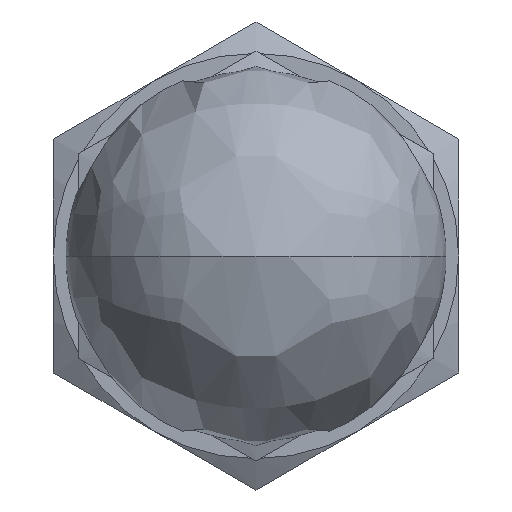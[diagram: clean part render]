
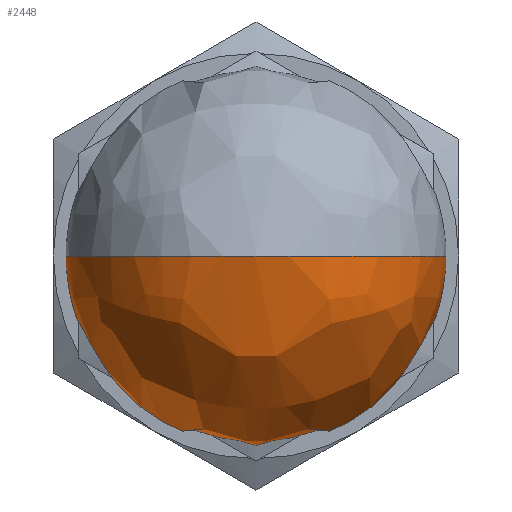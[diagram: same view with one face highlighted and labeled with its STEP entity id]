
A CAD part, front view. The second image highlights one B-rep face of the part: STEP entity #2448.
In plain terms, the highlighted free-form (B-spline) face has degree [3, 3] with [4, 4] control points.
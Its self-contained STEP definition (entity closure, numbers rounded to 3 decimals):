
#42 = CARTESIAN_POINT ( 'NONE',  ( -7.5, -14.5, 0. ) ) ;
#178 = CARTESIAN_POINT ( 'NONE',  ( 0., -10., 0. ) ) ;
#225 = EDGE_CURVE ( 'NONE', #2588, #2111, #1612, .T. ) ;
#246 = AXIS2_PLACEMENT_3D ( 'NONE', #397, #1747, #2408 ) ;
#260 = CARTESIAN_POINT ( 'NONE',  ( -7.5, 0.5, -30. ) ) ;
#312 = CARTESIAN_POINT ( 'NONE',  ( 7.5, -14.5, 0. ) ) ;
#313 = AXIS2_PLACEMENT_3D ( 'NONE', #178, #382, #361 ) ;
#361 = DIRECTION ( 'NONE',  ( -1., 0., 0. ) ) ;
#372 = EDGE_LOOP ( 'NONE', ( #1725, #1762, #422, #2419 ) ) ;
#382 = DIRECTION ( 'NONE',  ( 0., 1., 0. ) ) ;
#397 = CARTESIAN_POINT ( 'NONE',  ( 0., -14.5, 0. ) ) ;
#407 = VERTEX_POINT ( 'NONE', #910 ) ;
#416 = DIRECTION ( 'NONE',  ( 0., 0., -1. ) ) ;
#422 = ORIENTED_EDGE ( 'NONE', *, *, #2272, .F. ) ;
#443 = CIRCLE ( 'NONE', #2728, 7.5 ) ;
#486 = CARTESIAN_POINT ( 'NONE',  ( -7.5, -14.5, 0. ) ) ;
#551 = CARTESIAN_POINT ( 'NONE',  ( 6., -10., 0. ) ) ;
#634 = FACE_OUTER_BOUND ( 'NONE', #372, .T. ) ;
#646 = CIRCLE ( 'NONE', #246, 7.5 ) ;
#674 = CARTESIAN_POINT ( 'NONE',  ( -7.5, -29.5, -30. ) ) ;
#686 = CARTESIAN_POINT ( 'NONE',  ( -7.5, -14.5, 0. ) ) ;
#699 = CARTESIAN_POINT ( 'NONE',  ( 7.5, -14.5, 0. ) ) ;
#835 = EDGE_CURVE ( 'NONE', #1253, #407, #646, .T. ) ;
#898 = DIRECTION ( 'NONE',  ( -1., 0., 0. ) ) ;
#903 = CARTESIAN_POINT ( 'NONE',  ( 7.5, -14.5, 0. ) ) ;
#910 = CARTESIAN_POINT ( 'NONE',  ( -6., -10., 0. ) ) ;
#929 = CARTESIAN_POINT ( 'NONE',  ( 7.5, -14.5, 0. ) ) ;
#1105 = CARTESIAN_POINT ( 'NONE',  ( 0., -14.5, 0. ) ) ;
#1118 = CARTESIAN_POINT ( 'NONE',  ( -7.5, -14.5, 0. ) ) ;
#1135 = CARTESIAN_POINT ( 'NONE',  ( -7.5, 0.5, 0. ) ) ;
#1253 = VERTEX_POINT ( 'NONE', #486 ) ;
#1342 = CARTESIAN_POINT ( 'NONE',  ( 7.5, 0.5, 0. ) ) ;
#1349 = CARTESIAN_POINT ( 'NONE',  ( -7.5, -29.5, 0. ) ) ;
#1429 = DIRECTION ( 'NONE',  ( -1., 0., 0. ) ) ;
#1431 = CIRCLE ( 'NONE', #313, 6. ) ;
#1612 = CIRCLE ( 'NONE', #2189, 7.5 ) ;
#1664 = EDGE_CURVE ( 'NONE', #1253, #2111, #443, .T. ) ;
#1725 = ORIENTED_EDGE ( 'NONE', *, *, #1664, .F. ) ;
#1747 = DIRECTION ( 'NONE',  ( 0., 0., -1. ) ) ;
#1762 = ORIENTED_EDGE ( 'NONE', *, *, #835, .T. ) ;
#1811 = CARTESIAN_POINT ( 'NONE',  ( 7.5, -14.5, 0. ) ) ;
#2023 = CARTESIAN_POINT ( 'NONE',  ( 7.5, -29.5, -30. ) ) ;
#2111 = VERTEX_POINT ( 'NONE', #312 ) ;
#2189 = AXIS2_PLACEMENT_3D ( 'NONE', #1105, #416, #898 ) ;
#2237 = CARTESIAN_POINT ( 'NONE',  ( -7.5, -14.5, 0. ) ) ;
#2272 = EDGE_CURVE ( 'NONE', #2588, #407, #1431, .T. ) ;
#2341 =( BOUNDED_SURFACE ( )  B_SPLINE_SURFACE ( 3, 3, ( 
 ( #42, #686, #1118, #2237 ),
 ( #1135, #260, #674, #1349 ),
 ( #1342, #2662, #2023, #2644 ),
 ( #1811, #903, #929, #699 ) ),
 .UNSPECIFIED., .F., .F., .F. ) 
 B_SPLINE_SURFACE_WITH_KNOTS ( ( 4, 4 ),
 ( 4, 4 ),
 ( 0., 1. ),
 ( 0., 1. ),
 .UNSPECIFIED. ) 
 GEOMETRIC_REPRESENTATION_ITEM ( )  RATIONAL_B_SPLINE_SURFACE ( (
 ( 1., 0.333, 0.333, 1.),
 ( 0.333, 0.111, 0.111, 0.333),
 ( 0.333, 0.111, 0.111, 0.333),
 ( 1., 0.333, 0.333, 1.) ) ) 
 REPRESENTATION_ITEM ( '' )  SURFACE ( )  );
#2408 = DIRECTION ( 'NONE',  ( -1., 0., 0. ) ) ;
#2419 = ORIENTED_EDGE ( 'NONE', *, *, #225, .T. ) ;
#2448 = ADVANCED_FACE ( 'N', ( #634 ), #2341, .T. ) ;
#2588 = VERTEX_POINT ( 'NONE', #551 ) ;
#2644 = CARTESIAN_POINT ( 'NONE',  ( 7.5, -29.5, 0. ) ) ;
#2662 = CARTESIAN_POINT ( 'NONE',  ( 7.5, 0.5, -30. ) ) ;
#2728 = AXIS2_PLACEMENT_3D ( 'NONE', #2731, #2741, #1429 ) ;
#2731 = CARTESIAN_POINT ( 'NONE',  ( 0., -14.5, 0. ) ) ;
#2741 = DIRECTION ( 'NONE',  ( 0., 0., 1. ) ) ;
